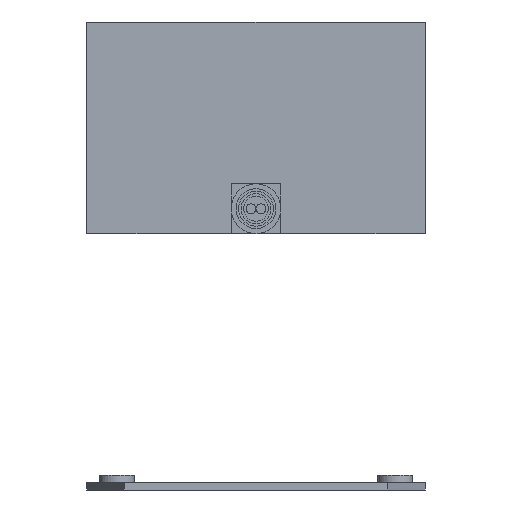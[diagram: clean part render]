
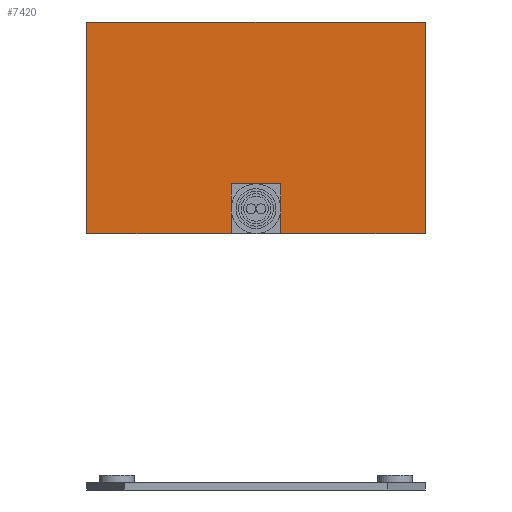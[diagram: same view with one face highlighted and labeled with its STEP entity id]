
A CAD part, left-side view. The second image highlights one B-rep face of the part: STEP entity #7420.
In plain terms, the highlighted planar face has unit normal (-1, 0, 0).
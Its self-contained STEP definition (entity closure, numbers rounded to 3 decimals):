
#7420 = ADVANCED_FACE('',(#7421),#7435,.F.);
#7421 = FACE_BOUND('',#7422,.F.);
#7422 = EDGE_LOOP('',(#7423,#7458,#7486,#7514,#7542,#7570,#7598,#7626));
#7423 = ORIENTED_EDGE('',*,*,#7424,.F.);
#7424 = EDGE_CURVE('',#7425,#7427,#7429,.T.);
#7425 = VERTEX_POINT('',#7426);
#7426 = CARTESIAN_POINT('',(-65.,-34.,94.));
#7427 = VERTEX_POINT('',#7428);
#7428 = CARTESIAN_POINT('',(-65.,34.,94.));
#7429 = SURFACE_CURVE('',#7430,(#7434,#7446),.PCURVE_S1.);
#7430 = LINE('',#7431,#7432);
#7431 = CARTESIAN_POINT('',(-65.,-34.,94.));
#7432 = VECTOR('',#7433,1.);
#7433 = DIRECTION('',(0.,1.,0.));
#7434 = PCURVE('',#7435,#7440);
#7435 = PLANE('',#7436);
#7436 = AXIS2_PLACEMENT_3D('',#7437,#7438,#7439);
#7437 = CARTESIAN_POINT('',(-65.,-34.,51.5));
#7438 = DIRECTION('',(1.,0.,0.));
#7439 = DIRECTION('',(0.,0.,1.));
#7440 = DEFINITIONAL_REPRESENTATION('',(#7441),#7445);
#7441 = LINE('',#7442,#7443);
#7442 = CARTESIAN_POINT('',(42.5,0.));
#7443 = VECTOR('',#7444,1.);
#7444 = DIRECTION('',(0.,-1.));
#7445 = ( GEOMETRIC_REPRESENTATION_CONTEXT(2) 
PARAMETRIC_REPRESENTATION_CONTEXT() REPRESENTATION_CONTEXT('2D SPACE',''
  ) );
#7446 = PCURVE('',#7447,#7452);
#7447 = PLANE('',#7448);
#7448 = AXIS2_PLACEMENT_3D('',#7449,#7450,#7451);
#7449 = CARTESIAN_POINT('',(-65.,-34.,94.));
#7450 = DIRECTION('',(0.,0.,1.));
#7451 = DIRECTION('',(1.,0.,0.));
#7452 = DEFINITIONAL_REPRESENTATION('',(#7453),#7457);
#7453 = LINE('',#7454,#7455);
#7454 = CARTESIAN_POINT('',(0.,0.));
#7455 = VECTOR('',#7456,1.);
#7456 = DIRECTION('',(0.,1.));
#7457 = ( GEOMETRIC_REPRESENTATION_CONTEXT(2) 
PARAMETRIC_REPRESENTATION_CONTEXT() REPRESENTATION_CONTEXT('2D SPACE',''
  ) );
#7458 = ORIENTED_EDGE('',*,*,#7459,.F.);
#7459 = EDGE_CURVE('',#7460,#7425,#7462,.T.);
#7460 = VERTEX_POINT('',#7461);
#7461 = CARTESIAN_POINT('',(-65.,-34.,51.5));
#7462 = SURFACE_CURVE('',#7463,(#7467,#7474),.PCURVE_S1.);
#7463 = LINE('',#7464,#7465);
#7464 = CARTESIAN_POINT('',(-65.,-34.,51.5));
#7465 = VECTOR('',#7466,1.);
#7466 = DIRECTION('',(0.,0.,1.));
#7467 = PCURVE('',#7435,#7468);
#7468 = DEFINITIONAL_REPRESENTATION('',(#7469),#7473);
#7469 = LINE('',#7470,#7471);
#7470 = CARTESIAN_POINT('',(0.,0.));
#7471 = VECTOR('',#7472,1.);
#7472 = DIRECTION('',(1.,0.));
#7473 = ( GEOMETRIC_REPRESENTATION_CONTEXT(2) 
PARAMETRIC_REPRESENTATION_CONTEXT() REPRESENTATION_CONTEXT('2D SPACE',''
  ) );
#7474 = PCURVE('',#7475,#7480);
#7475 = PLANE('',#7476);
#7476 = AXIS2_PLACEMENT_3D('',#7477,#7478,#7479);
#7477 = CARTESIAN_POINT('',(-65.,-34.,51.5));
#7478 = DIRECTION('',(0.,1.,0.));
#7479 = DIRECTION('',(0.,0.,1.));
#7480 = DEFINITIONAL_REPRESENTATION('',(#7481),#7485);
#7481 = LINE('',#7482,#7483);
#7482 = CARTESIAN_POINT('',(0.,0.));
#7483 = VECTOR('',#7484,1.);
#7484 = DIRECTION('',(1.,0.));
#7485 = ( GEOMETRIC_REPRESENTATION_CONTEXT(2) 
PARAMETRIC_REPRESENTATION_CONTEXT() REPRESENTATION_CONTEXT('2D SPACE',''
  ) );
#7486 = ORIENTED_EDGE('',*,*,#7487,.T.);
#7487 = EDGE_CURVE('',#7460,#7488,#7490,.T.);
#7488 = VERTEX_POINT('',#7489);
#7489 = CARTESIAN_POINT('',(-65.,-3.5,51.5));
#7490 = SURFACE_CURVE('',#7491,(#7495,#7502),.PCURVE_S1.);
#7491 = LINE('',#7492,#7493);
#7492 = CARTESIAN_POINT('',(-65.,-34.,51.5));
#7493 = VECTOR('',#7494,1.);
#7494 = DIRECTION('',(0.,1.,0.));
#7495 = PCURVE('',#7435,#7496);
#7496 = DEFINITIONAL_REPRESENTATION('',(#7497),#7501);
#7497 = LINE('',#7498,#7499);
#7498 = CARTESIAN_POINT('',(0.,0.));
#7499 = VECTOR('',#7500,1.);
#7500 = DIRECTION('',(0.,-1.));
#7501 = ( GEOMETRIC_REPRESENTATION_CONTEXT(2) 
PARAMETRIC_REPRESENTATION_CONTEXT() REPRESENTATION_CONTEXT('2D SPACE',''
  ) );
#7502 = PCURVE('',#7503,#7508);
#7503 = PLANE('',#7504);
#7504 = AXIS2_PLACEMENT_3D('',#7505,#7506,#7507);
#7505 = CARTESIAN_POINT('',(-65.,-34.,51.5));
#7506 = DIRECTION('',(0.,0.,1.));
#7507 = DIRECTION('',(1.,0.,0.));
#7508 = DEFINITIONAL_REPRESENTATION('',(#7509),#7513);
#7509 = LINE('',#7510,#7511);
#7510 = CARTESIAN_POINT('',(0.,0.));
#7511 = VECTOR('',#7512,1.);
#7512 = DIRECTION('',(0.,1.));
#7513 = ( GEOMETRIC_REPRESENTATION_CONTEXT(2) 
PARAMETRIC_REPRESENTATION_CONTEXT() REPRESENTATION_CONTEXT('2D SPACE',''
  ) );
#7514 = ORIENTED_EDGE('',*,*,#7515,.T.);
#7515 = EDGE_CURVE('',#7488,#7516,#7518,.T.);
#7516 = VERTEX_POINT('',#7517);
#7517 = CARTESIAN_POINT('',(-65.,-3.5,59.));
#7518 = SURFACE_CURVE('',#7519,(#7523,#7530),.PCURVE_S1.);
#7519 = LINE('',#7520,#7521);
#7520 = CARTESIAN_POINT('',(-65.,-3.5,51.5));
#7521 = VECTOR('',#7522,1.);
#7522 = DIRECTION('',(0.,0.,1.));
#7523 = PCURVE('',#7435,#7524);
#7524 = DEFINITIONAL_REPRESENTATION('',(#7525),#7529);
#7525 = LINE('',#7526,#7527);
#7526 = CARTESIAN_POINT('',(0.,-30.5));
#7527 = VECTOR('',#7528,1.);
#7528 = DIRECTION('',(1.,0.));
#7529 = ( GEOMETRIC_REPRESENTATION_CONTEXT(2) 
PARAMETRIC_REPRESENTATION_CONTEXT() REPRESENTATION_CONTEXT('2D SPACE',''
  ) );
#7530 = PCURVE('',#7531,#7536);
#7531 = PLANE('',#7532);
#7532 = AXIS2_PLACEMENT_3D('',#7533,#7534,#7535);
#7533 = CARTESIAN_POINT('',(-65.,-3.5,51.5));
#7534 = DIRECTION('',(0.,1.,0.));
#7535 = DIRECTION('',(0.,0.,1.));
#7536 = DEFINITIONAL_REPRESENTATION('',(#7537),#7541);
#7537 = LINE('',#7538,#7539);
#7538 = CARTESIAN_POINT('',(0.,0.));
#7539 = VECTOR('',#7540,1.);
#7540 = DIRECTION('',(1.,0.));
#7541 = ( GEOMETRIC_REPRESENTATION_CONTEXT(2) 
PARAMETRIC_REPRESENTATION_CONTEXT() REPRESENTATION_CONTEXT('2D SPACE',''
  ) );
#7542 = ORIENTED_EDGE('',*,*,#7543,.T.);
#7543 = EDGE_CURVE('',#7516,#7544,#7546,.T.);
#7544 = VERTEX_POINT('',#7545);
#7545 = CARTESIAN_POINT('',(-65.,3.5,59.));
#7546 = SURFACE_CURVE('',#7547,(#7551,#7558),.PCURVE_S1.);
#7547 = LINE('',#7548,#7549);
#7548 = CARTESIAN_POINT('',(-65.,-3.5,59.));
#7549 = VECTOR('',#7550,1.);
#7550 = DIRECTION('',(0.,1.,0.));
#7551 = PCURVE('',#7435,#7552);
#7552 = DEFINITIONAL_REPRESENTATION('',(#7553),#7557);
#7553 = LINE('',#7554,#7555);
#7554 = CARTESIAN_POINT('',(7.5,-30.5));
#7555 = VECTOR('',#7556,1.);
#7556 = DIRECTION('',(0.,-1.));
#7557 = ( GEOMETRIC_REPRESENTATION_CONTEXT(2) 
PARAMETRIC_REPRESENTATION_CONTEXT() REPRESENTATION_CONTEXT('2D SPACE',''
  ) );
#7558 = PCURVE('',#7559,#7564);
#7559 = PLANE('',#7560);
#7560 = AXIS2_PLACEMENT_3D('',#7561,#7562,#7563);
#7561 = CARTESIAN_POINT('',(-65.,-3.5,59.));
#7562 = DIRECTION('',(0.,0.,1.));
#7563 = DIRECTION('',(1.,0.,0.));
#7564 = DEFINITIONAL_REPRESENTATION('',(#7565),#7569);
#7565 = LINE('',#7566,#7567);
#7566 = CARTESIAN_POINT('',(0.,0.));
#7567 = VECTOR('',#7568,1.);
#7568 = DIRECTION('',(0.,1.));
#7569 = ( GEOMETRIC_REPRESENTATION_CONTEXT(2) 
PARAMETRIC_REPRESENTATION_CONTEXT() REPRESENTATION_CONTEXT('2D SPACE',''
  ) );
#7570 = ORIENTED_EDGE('',*,*,#7571,.F.);
#7571 = EDGE_CURVE('',#7572,#7544,#7574,.T.);
#7572 = VERTEX_POINT('',#7573);
#7573 = CARTESIAN_POINT('',(-65.,3.5,51.5));
#7574 = SURFACE_CURVE('',#7575,(#7579,#7586),.PCURVE_S1.);
#7575 = LINE('',#7576,#7577);
#7576 = CARTESIAN_POINT('',(-65.,3.5,51.5));
#7577 = VECTOR('',#7578,1.);
#7578 = DIRECTION('',(0.,0.,1.));
#7579 = PCURVE('',#7435,#7580);
#7580 = DEFINITIONAL_REPRESENTATION('',(#7581),#7585);
#7581 = LINE('',#7582,#7583);
#7582 = CARTESIAN_POINT('',(0.,-37.5));
#7583 = VECTOR('',#7584,1.);
#7584 = DIRECTION('',(1.,0.));
#7585 = ( GEOMETRIC_REPRESENTATION_CONTEXT(2) 
PARAMETRIC_REPRESENTATION_CONTEXT() REPRESENTATION_CONTEXT('2D SPACE',''
  ) );
#7586 = PCURVE('',#7587,#7592);
#7587 = PLANE('',#7588);
#7588 = AXIS2_PLACEMENT_3D('',#7589,#7590,#7591);
#7589 = CARTESIAN_POINT('',(-65.,3.5,51.5));
#7590 = DIRECTION('',(0.,1.,0.));
#7591 = DIRECTION('',(0.,0.,1.));
#7592 = DEFINITIONAL_REPRESENTATION('',(#7593),#7597);
#7593 = LINE('',#7594,#7595);
#7594 = CARTESIAN_POINT('',(0.,0.));
#7595 = VECTOR('',#7596,1.);
#7596 = DIRECTION('',(1.,0.));
#7597 = ( GEOMETRIC_REPRESENTATION_CONTEXT(2) 
PARAMETRIC_REPRESENTATION_CONTEXT() REPRESENTATION_CONTEXT('2D SPACE',''
  ) );
#7598 = ORIENTED_EDGE('',*,*,#7599,.T.);
#7599 = EDGE_CURVE('',#7572,#7600,#7602,.T.);
#7600 = VERTEX_POINT('',#7601);
#7601 = CARTESIAN_POINT('',(-65.,34.,51.5));
#7602 = SURFACE_CURVE('',#7603,(#7607,#7614),.PCURVE_S1.);
#7603 = LINE('',#7604,#7605);
#7604 = CARTESIAN_POINT('',(-65.,-34.,51.5));
#7605 = VECTOR('',#7606,1.);
#7606 = DIRECTION('',(0.,1.,0.));
#7607 = PCURVE('',#7435,#7608);
#7608 = DEFINITIONAL_REPRESENTATION('',(#7609),#7613);
#7609 = LINE('',#7610,#7611);
#7610 = CARTESIAN_POINT('',(0.,0.));
#7611 = VECTOR('',#7612,1.);
#7612 = DIRECTION('',(0.,-1.));
#7613 = ( GEOMETRIC_REPRESENTATION_CONTEXT(2) 
PARAMETRIC_REPRESENTATION_CONTEXT() REPRESENTATION_CONTEXT('2D SPACE',''
  ) );
#7614 = PCURVE('',#7615,#7620);
#7615 = PLANE('',#7616);
#7616 = AXIS2_PLACEMENT_3D('',#7617,#7618,#7619);
#7617 = CARTESIAN_POINT('',(-65.,-34.,51.5));
#7618 = DIRECTION('',(0.,0.,1.));
#7619 = DIRECTION('',(1.,0.,0.));
#7620 = DEFINITIONAL_REPRESENTATION('',(#7621),#7625);
#7621 = LINE('',#7622,#7623);
#7622 = CARTESIAN_POINT('',(0.,0.));
#7623 = VECTOR('',#7624,1.);
#7624 = DIRECTION('',(0.,1.));
#7625 = ( GEOMETRIC_REPRESENTATION_CONTEXT(2) 
PARAMETRIC_REPRESENTATION_CONTEXT() REPRESENTATION_CONTEXT('2D SPACE',''
  ) );
#7626 = ORIENTED_EDGE('',*,*,#7627,.T.);
#7627 = EDGE_CURVE('',#7600,#7427,#7628,.T.);
#7628 = SURFACE_CURVE('',#7629,(#7633,#7640),.PCURVE_S1.);
#7629 = LINE('',#7630,#7631);
#7630 = CARTESIAN_POINT('',(-65.,34.,51.5));
#7631 = VECTOR('',#7632,1.);
#7632 = DIRECTION('',(0.,0.,1.));
#7633 = PCURVE('',#7435,#7634);
#7634 = DEFINITIONAL_REPRESENTATION('',(#7635),#7639);
#7635 = LINE('',#7636,#7637);
#7636 = CARTESIAN_POINT('',(0.,-68.));
#7637 = VECTOR('',#7638,1.);
#7638 = DIRECTION('',(1.,0.));
#7639 = ( GEOMETRIC_REPRESENTATION_CONTEXT(2) 
PARAMETRIC_REPRESENTATION_CONTEXT() REPRESENTATION_CONTEXT('2D SPACE',''
  ) );
#7640 = PCURVE('',#7641,#7646);
#7641 = PLANE('',#7642);
#7642 = AXIS2_PLACEMENT_3D('',#7643,#7644,#7645);
#7643 = CARTESIAN_POINT('',(-65.,34.,51.5));
#7644 = DIRECTION('',(0.,1.,0.));
#7645 = DIRECTION('',(0.,0.,1.));
#7646 = DEFINITIONAL_REPRESENTATION('',(#7647),#7651);
#7647 = LINE('',#7648,#7649);
#7648 = CARTESIAN_POINT('',(0.,0.));
#7649 = VECTOR('',#7650,1.);
#7650 = DIRECTION('',(1.,0.));
#7651 = ( GEOMETRIC_REPRESENTATION_CONTEXT(2) 
PARAMETRIC_REPRESENTATION_CONTEXT() REPRESENTATION_CONTEXT('2D SPACE',''
  ) );
